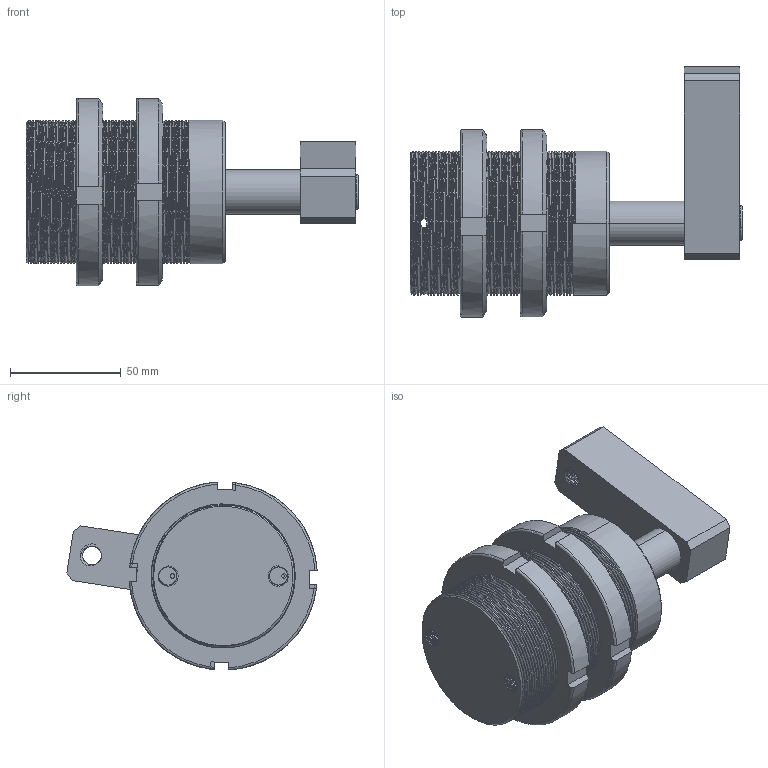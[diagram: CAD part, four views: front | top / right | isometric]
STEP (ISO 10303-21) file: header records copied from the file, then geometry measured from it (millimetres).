
FILE_DESCRIPTION (( 'STEP AP203' ), '1' );
FILE_NAME ('ASC-TB50S.STEP', '2019-05-18T06:06:30', ( 'User' ), ( 'china' ), 'SwSTEP 2.0', 'SolidWorks 2018', '' );
FILE_SCHEMA (( 'CONFIG_CONTROL_DESIGN' ));
Length unit declared in the file: millimetre
Products named in the file (7): ASC-TB50S; ASC-TB50BT; TB50S活塞杆; ASC-50SYB_2; TB50Sヶ裔; ASC-TB50LM; M10LC_2
Assembly tree (7 placements, depth 2):
  ASC-TB50S
    ASC-TB50BT
    TB50S活塞杆
    ASC-50SYB_2
    TB50Sヶ裔
    ASC-TB50LM  x2
    M10LC_2
Bounding box: 150 x 113.06 x 84.87 mm (x, y, z)
Volume: 346740.7 mm3; surface area: 116087.9 mm2
Topology: 7 solids, 7 shells, 568 faces, 1908 edges, 1359 vertices
Faces by surface type: cylinder 352, bspline 103, plane 74, cone 27, torus 12
Entity records: 138701 total; most frequent: CARTESIAN_POINT 125251, ORIENTED_EDGE 3466, EDGE_CURVE 1733, DIRECTION 1454, VERTEX_POINT 1237, B_SPLINE_CURVE_WITH_KNOTS 1225, EDGE_LOOP 544, ADVANCED_FACE 519
